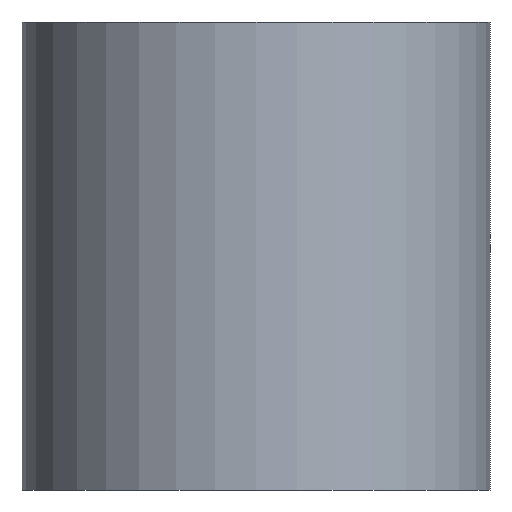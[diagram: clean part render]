
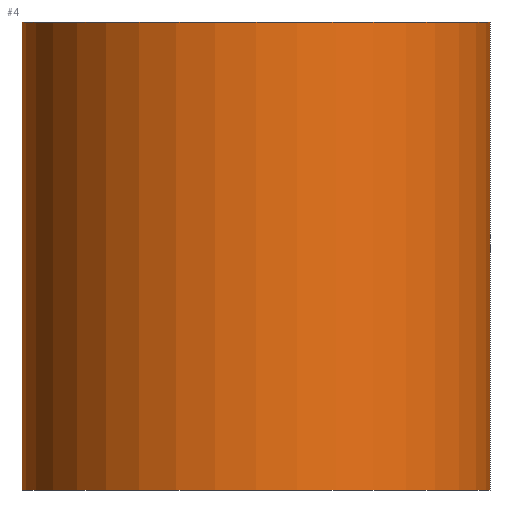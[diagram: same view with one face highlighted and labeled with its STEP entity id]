
A CAD part, front view. The second image highlights one B-rep face of the part: STEP entity #4.
In plain terms, the highlighted cylindrical face has radius 25 mm (diameter 50 mm), a partial arc.
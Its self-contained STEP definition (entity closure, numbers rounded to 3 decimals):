
#4 = ADVANCED_FACE ( 'NONE', ( #212 ), #306, .T. ) ;
#17 = DIRECTION ( 'NONE',  ( 1., 0., 0. ) ) ;
#30 = CARTESIAN_POINT ( 'NONE',  ( -25., 0., 0. ) ) ;
#45 = DIRECTION ( 'NONE',  ( 0., 0., 1. ) ) ;
#47 = VECTOR ( 'NONE', #134, 1000. ) ;
#51 = VERTEX_POINT ( 'NONE', #241 ) ;
#56 = DIRECTION ( 'NONE',  ( 0., 0., 1. ) ) ;
#57 = CIRCLE ( 'NONE', #141, 25. ) ;
#58 = EDGE_CURVE ( 'NONE', #112, #103, #94, .T. ) ;
#61 = DIRECTION ( 'NONE',  ( 1., 0., 0. ) ) ;
#75 = ORIENTED_EDGE ( 'NONE', *, *, #162, .T. ) ;
#84 = CARTESIAN_POINT ( 'NONE',  ( 0., 0., 40. ) ) ;
#94 = CIRCLE ( 'NONE', #277, 25. ) ;
#99 = EDGE_LOOP ( 'NONE', ( #280, #75, #101, #233 ) ) ;
#101 = ORIENTED_EDGE ( 'NONE', *, *, #220, .T. ) ;
#103 = VERTEX_POINT ( 'NONE', #307 ) ;
#112 = VERTEX_POINT ( 'NONE', #328 ) ;
#113 = DIRECTION ( 'NONE',  ( 0., 0., 1. ) ) ;
#128 = DIRECTION ( 'NONE',  ( 1., 0., 0. ) ) ;
#134 = DIRECTION ( 'NONE',  ( 0., 0., 1. ) ) ;
#141 = AXIS2_PLACEMENT_3D ( 'NONE', #206, #223, #128 ) ;
#158 = CARTESIAN_POINT ( 'NONE',  ( -25., 0., 40. ) ) ;
#162 = EDGE_CURVE ( 'NONE', #296, #51, #57, .T. ) ;
#200 = CARTESIAN_POINT ( 'NONE',  ( 25., 0., 40. ) ) ;
#206 = CARTESIAN_POINT ( 'NONE',  ( 0., 0., 0. ) ) ;
#212 = FACE_OUTER_BOUND ( 'NONE', #99, .T. ) ;
#220 = EDGE_CURVE ( 'NONE', #51, #103, #298, .T. ) ;
#223 = DIRECTION ( 'NONE',  ( 0., 0., 1. ) ) ;
#233 = ORIENTED_EDGE ( 'NONE', *, *, #58, .F. ) ;
#235 = CARTESIAN_POINT ( 'NONE',  ( 0., 0., 50. ) ) ;
#241 = CARTESIAN_POINT ( 'NONE',  ( 25., 0., 0. ) ) ;
#254 = LINE ( 'NONE', #158, #47 ) ;
#277 = AXIS2_PLACEMENT_3D ( 'NONE', #235, #113, #17 ) ;
#280 = ORIENTED_EDGE ( 'NONE', *, *, #297, .F. ) ;
#296 = VERTEX_POINT ( 'NONE', #30 ) ;
#297 = EDGE_CURVE ( 'NONE', #296, #112, #254, .T. ) ;
#298 = LINE ( 'NONE', #200, #317 ) ;
#306 = CYLINDRICAL_SURFACE ( 'NONE', #329, 25. ) ;
#307 = CARTESIAN_POINT ( 'NONE',  ( 25., 0., 50. ) ) ;
#317 = VECTOR ( 'NONE', #45, 1000. ) ;
#328 = CARTESIAN_POINT ( 'NONE',  ( -25., 0., 50. ) ) ;
#329 = AXIS2_PLACEMENT_3D ( 'NONE', #84, #56, #61 ) ;
